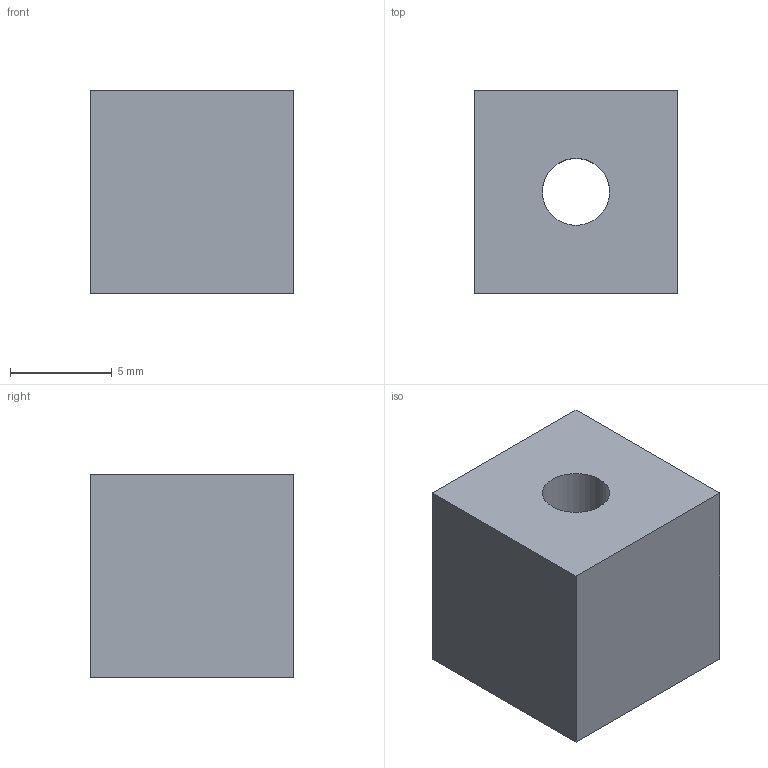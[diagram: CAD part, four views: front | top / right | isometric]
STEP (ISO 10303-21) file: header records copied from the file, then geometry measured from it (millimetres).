
FILE_DESCRIPTION(/* description */ (''),/* implementation_level */ '2;1');
FILE_NAME(/* name */ 'mid_air_hole.step',/* time_stamp */ '2021-02-20T13:03:27+01:00',/* author */ (''),/* organization */ (''),/* preprocessor_version */ 'ST-DEVELOPER v18.1',/* originating_system */ 'Autodesk Translation Framework v9.7.1.1290',/* authorisation */ '');
FILE_SCHEMA (('AUTOMOTIVE_DESIGN { 1 0 10303 214 3 1 1 }'));
Length unit declared in the file: millimetre
Products named in the file (1): mid_air_hole
Bounding box: 10 x 10 x 10 mm (x, y, z)
Volume: 885 mm3; surface area: 699.4 mm2
Topology: 1 solids, 1 shells, 24 faces, 61 edges, 39 vertices
Faces by surface type: plane 18, cone 4, cylinder 2
Full cylindrical faces by diameter (mm): 3.3 x1, 5.8 x1
Entity records: 757 total; most frequent: CARTESIAN_POINT 141, ORIENTED_EDGE 122, DIRECTION 118, EDGE_CURVE 61, AXIS2_PLACEMENT_3D 40, VERTEX_POINT 39, LINE 38, VECTOR 38
